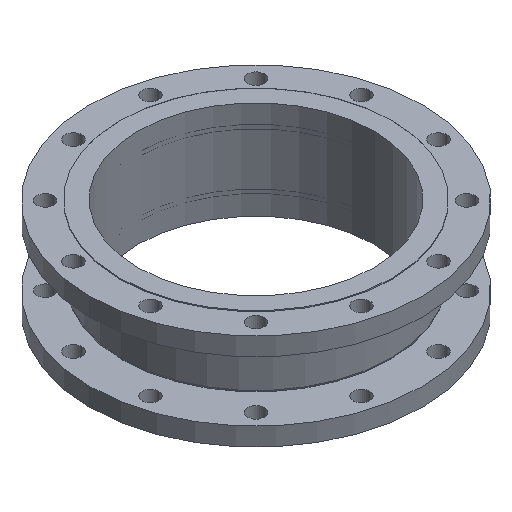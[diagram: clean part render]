
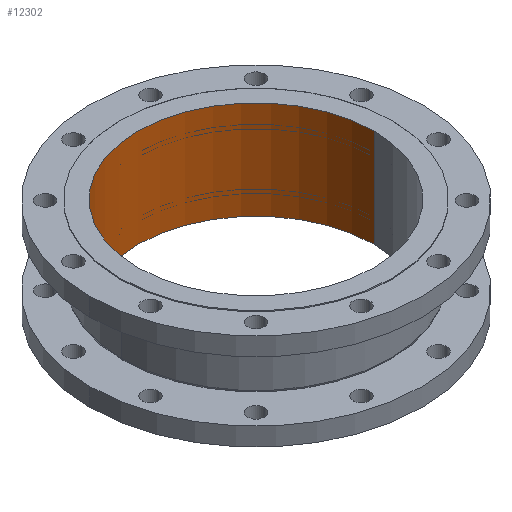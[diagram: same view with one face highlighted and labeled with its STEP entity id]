
A CAD part, isometric view. The second image highlights one B-rep face of the part: STEP entity #12302.
In plain terms, the highlighted cylindrical face has radius 156.5 mm (diameter 313 mm), a partial arc.
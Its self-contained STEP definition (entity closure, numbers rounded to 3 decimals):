
#523 = AXIS2_PLACEMENT_3D ( 'NONE', #28277, #6242, #16399 ) ;
#1508 = VERTEX_POINT ( 'NONE', #19573 ) ;
#2315 = DIRECTION ( 'NONE',  ( 0., 0., 1. ) ) ;
#2947 = VECTOR ( 'NONE', #26993, 1000. ) ;
#3359 = VERTEX_POINT ( 'NONE', #10632 ) ;
#3718 = ORIENTED_EDGE ( 'NONE', *, *, #5328, .T. ) ;
#4164 = EDGE_CURVE ( 'NONE', #1508, #30709, #10590, .T. ) ;
#5328 = EDGE_CURVE ( 'NONE', #3359, #21133, #15669, .T. ) ;
#6242 = DIRECTION ( 'NONE',  ( 0., 0., 1. ) ) ;
#7073 = AXIS2_PLACEMENT_3D ( 'NONE', #7535, #2315, #31298 ) ;
#7535 = CARTESIAN_POINT ( 'NONE',  ( 0., 0., -130. ) ) ;
#8125 = LINE ( 'NONE', #24620, #2947 ) ;
#8299 = CYLINDRICAL_SURFACE ( 'NONE', #12344, 156.5 ) ;
#9544 = DIRECTION ( 'NONE',  ( 0., 0., 1. ) ) ;
#10023 = EDGE_LOOP ( 'NONE', ( #31253, #28450, #28254, #3718 ) ) ;
#10590 = CIRCLE ( 'NONE', #7073, 156.5 ) ;
#10632 = CARTESIAN_POINT ( 'NONE',  ( 156.5, 0., 0. ) ) ;
#12302 = ADVANCED_FACE ( 'NONE', ( #22875 ), #8299, .F. ) ;
#12344 = AXIS2_PLACEMENT_3D ( 'NONE', #17959, #13847, #23509 ) ;
#13847 = DIRECTION ( 'NONE',  ( 0., 0., 1. ) ) ;
#15669 = CIRCLE ( 'NONE', #523, 156.5 ) ;
#16399 = DIRECTION ( 'NONE',  ( 1., 0., 0. ) ) ;
#16520 = CARTESIAN_POINT ( 'NONE',  ( -156.5, 0., -130. ) ) ;
#17959 = CARTESIAN_POINT ( 'NONE',  ( 0., 0., 0. ) ) ;
#19573 = CARTESIAN_POINT ( 'NONE',  ( 156.5, 0., -130. ) ) ;
#21133 = VERTEX_POINT ( 'NONE', #23754 ) ;
#22875 = FACE_OUTER_BOUND ( 'NONE', #10023, .T. ) ;
#23509 = DIRECTION ( 'NONE',  ( 1., 0., 0. ) ) ;
#23754 = CARTESIAN_POINT ( 'NONE',  ( -156.5, 0., 0. ) ) ;
#24620 = CARTESIAN_POINT ( 'NONE',  ( -156.5, 0., 0. ) ) ;
#25727 = VECTOR ( 'NONE', #9544, 1000. ) ;
#26030 = CARTESIAN_POINT ( 'NONE',  ( 156.5, 0., 0. ) ) ;
#26993 = DIRECTION ( 'NONE',  ( 0., 0., 1. ) ) ;
#28254 = ORIENTED_EDGE ( 'NONE', *, *, #30627, .T. ) ;
#28277 = CARTESIAN_POINT ( 'NONE',  ( 0., 0., 0. ) ) ;
#28450 = ORIENTED_EDGE ( 'NONE', *, *, #4164, .F. ) ;
#28714 = LINE ( 'NONE', #26030, #25727 ) ;
#30627 = EDGE_CURVE ( 'NONE', #1508, #3359, #28714, .T. ) ;
#30709 = VERTEX_POINT ( 'NONE', #16520 ) ;
#31253 = ORIENTED_EDGE ( 'NONE', *, *, #31292, .F. ) ;
#31292 = EDGE_CURVE ( 'NONE', #30709, #21133, #8125, .T. ) ;
#31298 = DIRECTION ( 'NONE',  ( 1., 0., 0. ) ) ;
